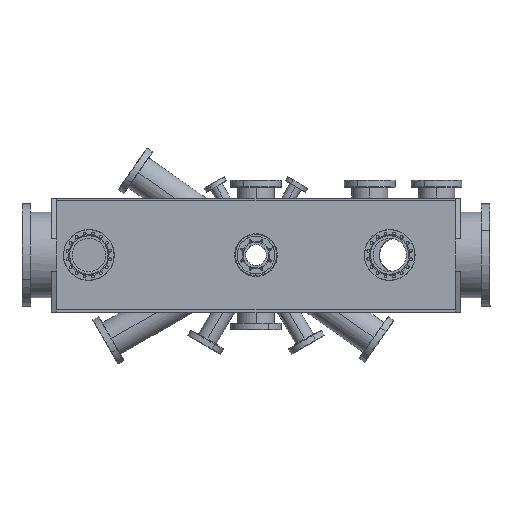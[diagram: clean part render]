
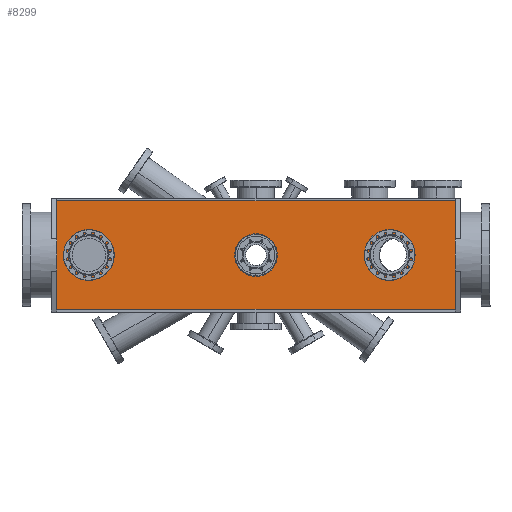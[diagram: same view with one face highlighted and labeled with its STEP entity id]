
A CAD part, top view. The second image highlights one B-rep face of the part: STEP entity #8299.
In plain terms, the highlighted planar face has unit normal (0, 0, 1).
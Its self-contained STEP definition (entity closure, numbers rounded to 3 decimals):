
#8144=AXIS2_PLACEMENT_3D('Circle Axis2P3D',#8142,#8143,$) ;
#8168=AXIS2_PLACEMENT_3D('Circle Axis2P3D',#8166,#8167,$) ;
#8223=AXIS2_PLACEMENT_3D('Plane Axis2P3D',#8220,#8221,#8222) ;
#8261=AXIS2_PLACEMENT_3D('Circle Axis2P3D',#8259,#8260,$) ;
#8270=AXIS2_PLACEMENT_3D('Circle Axis2P3D',#8268,#8269,$) ;
#8279=AXIS2_PLACEMENT_3D('Circle Axis2P3D',#8277,#8278,$) ;
#8288=AXIS2_PLACEMENT_3D('Circle Axis2P3D',#8286,#8287,$) ;
#8125=CARTESIAN_POINT('Vertex',(-500.,54.,69.)) ;
#8139=CARTESIAN_POINT('Vertex',(-500.,-54.,69.)) ;
#8142=CARTESIAN_POINT('Axis2P3D Location',(-500.,0.,69.)) ;
#8166=CARTESIAN_POINT('Axis2P3D Location',(-500.,0.,69.)) ;
#8220=CARTESIAN_POINT('Axis2P3D Location',(0.,0.,69.)) ;
#8225=CARTESIAN_POINT('Line Origine',(596.,0.,69.)) ;
#8229=CARTESIAN_POINT('Vertex',(596.,162.5,69.)) ;
#8231=CARTESIAN_POINT('Vertex',(596.,-162.5,69.)) ;
#8234=CARTESIAN_POINT('Line Origine',(0.,162.5,69.)) ;
#8238=CARTESIAN_POINT('Vertex',(-596.,162.5,69.)) ;
#8241=CARTESIAN_POINT('Line Origine',(-596.,0.,69.)) ;
#8245=CARTESIAN_POINT('Vertex',(-596.,-162.5,69.)) ;
#8248=CARTESIAN_POINT('Line Origine',(0.,-162.5,69.)) ;
#8259=CARTESIAN_POINT('Axis2P3D Location',(0.,0.,69.)) ;
#8263=CARTESIAN_POINT('Vertex',(0.,-63.75,69.)) ;
#8265=CARTESIAN_POINT('Vertex',(0.,63.75,69.)) ;
#8268=CARTESIAN_POINT('Axis2P3D Location',(0.,0.,69.)) ;
#8277=CARTESIAN_POINT('Axis2P3D Location',(400.,0.,69.)) ;
#8281=CARTESIAN_POINT('Vertex',(400.,-54.,69.)) ;
#8283=CARTESIAN_POINT('Vertex',(400.,54.,69.)) ;
#8286=CARTESIAN_POINT('Axis2P3D Location',(400.,0.,69.)) ;
#8143=DIRECTION('Axis2P3D Direction',(-0.,0.,1.)) ;
#8167=DIRECTION('Axis2P3D Direction',(-0.,0.,1.)) ;
#8221=DIRECTION('Axis2P3D Direction',(0.,0.,-1.)) ;
#8222=DIRECTION('Axis2P3D XDirection',(0.,-1.,0.)) ;
#8226=DIRECTION('Vector Direction',(0.,-1.,0.)) ;
#8235=DIRECTION('Vector Direction',(1.,0.,0.)) ;
#8242=DIRECTION('Vector Direction',(0.,-1.,0.)) ;
#8249=DIRECTION('Vector Direction',(-1.,0.,0.)) ;
#8260=DIRECTION('Axis2P3D Direction',(0.,0.,-1.)) ;
#8269=DIRECTION('Axis2P3D Direction',(0.,0.,-1.)) ;
#8278=DIRECTION('Axis2P3D Direction',(0.,0.,-1.)) ;
#8287=DIRECTION('Axis2P3D Direction',(0.,0.,-1.)) ;
#8227=VECTOR('Line Direction',#8226,1.) ;
#8236=VECTOR('Line Direction',#8235,1.) ;
#8243=VECTOR('Line Direction',#8242,1.) ;
#8250=VECTOR('Line Direction',#8249,1.) ;
#8254=ORIENTED_EDGE('',*,*,#8233,.F.) ;
#8255=ORIENTED_EDGE('',*,*,#8240,.F.) ;
#8256=ORIENTED_EDGE('',*,*,#8247,.F.) ;
#8257=ORIENTED_EDGE('',*,*,#8252,.F.) ;
#8274=ORIENTED_EDGE('',*,*,#8267,.T.) ;
#8275=ORIENTED_EDGE('',*,*,#8272,.T.) ;
#8292=ORIENTED_EDGE('',*,*,#8285,.T.) ;
#8293=ORIENTED_EDGE('',*,*,#8290,.T.) ;
#8296=ORIENTED_EDGE('',*,*,#8170,.T.) ;
#8297=ORIENTED_EDGE('',*,*,#8146,.T.) ;
#8276=FACE_BOUND('',#8273,.T.) ;
#8294=FACE_BOUND('',#8291,.T.) ;
#8298=FACE_BOUND('',#8295,.T.) ;
#8299=ADVANCED_FACE('K\X2\00F6\X0\rper.34 ( *SOL125 - wsp *MASTER -  )',(#8258,#8276,#8294,#8298),#8224,.F.) ;
#8145=CIRCLE('generated circle',#8144,54.) ;
#8169=CIRCLE('generated circle',#8168,54.) ;
#8262=CIRCLE('generated circle',#8261,63.75) ;
#8271=CIRCLE('generated circle',#8270,63.75) ;
#8280=CIRCLE('generated circle',#8279,54.) ;
#8289=CIRCLE('generated circle',#8288,54.) ;
#8146=EDGE_CURVE('',#8126,#8140,#8145,.F.) ;
#8170=EDGE_CURVE('',#8140,#8126,#8169,.F.) ;
#8233=EDGE_CURVE('',#8230,#8232,#8228,.T.) ;
#8240=EDGE_CURVE('',#8239,#8230,#8237,.T.) ;
#8247=EDGE_CURVE('',#8246,#8239,#8244,.F.) ;
#8252=EDGE_CURVE('',#8232,#8246,#8251,.T.) ;
#8267=EDGE_CURVE('',#8264,#8266,#8262,.T.) ;
#8272=EDGE_CURVE('',#8266,#8264,#8271,.T.) ;
#8285=EDGE_CURVE('',#8282,#8284,#8280,.T.) ;
#8290=EDGE_CURVE('',#8284,#8282,#8289,.T.) ;
#8253=EDGE_LOOP('',(#8254,#8255,#8256,#8257)) ;
#8273=EDGE_LOOP('',(#8274,#8275)) ;
#8291=EDGE_LOOP('',(#8292,#8293)) ;
#8295=EDGE_LOOP('',(#8296,#8297)) ;
#8258=FACE_OUTER_BOUND('',#8253,.T.) ;
#8228=LINE('Line',#8225,#8227) ;
#8237=LINE('Line',#8234,#8236) ;
#8244=LINE('Line',#8241,#8243) ;
#8251=LINE('Line',#8248,#8250) ;
#8224=PLANE('',#8223) ;
#8126=VERTEX_POINT('',#8125) ;
#8140=VERTEX_POINT('',#8139) ;
#8230=VERTEX_POINT('',#8229) ;
#8232=VERTEX_POINT('',#8231) ;
#8239=VERTEX_POINT('',#8238) ;
#8246=VERTEX_POINT('',#8245) ;
#8264=VERTEX_POINT('',#8263) ;
#8266=VERTEX_POINT('',#8265) ;
#8282=VERTEX_POINT('',#8281) ;
#8284=VERTEX_POINT('',#8283) ;
